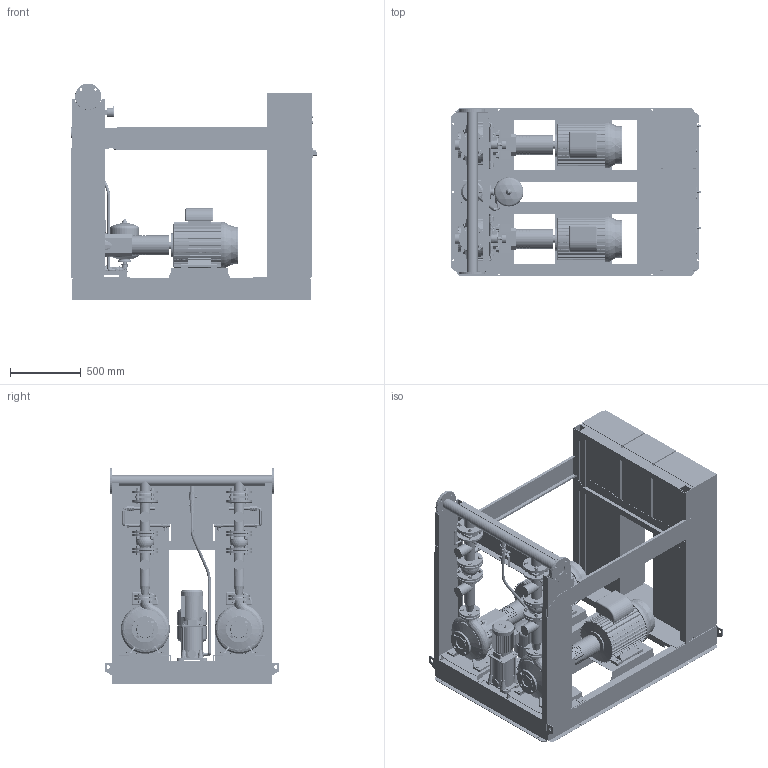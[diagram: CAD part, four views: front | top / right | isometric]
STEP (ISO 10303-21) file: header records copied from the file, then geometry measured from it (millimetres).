
FILE_DESCRIPTION((''),'2;1');
FILE_NAME('3d_Sifire-EN-40_250-198-11_11_0.75EEJ-4183938.stp','2015-05-25T14:39:40',(''),(''),'Mechanical Desktop 2009','Mechanical Desktop 2009',', , ');
FILE_SCHEMA(('CONFIG_CONTROL_DESIGN'));
Length unit declared in the file: millimetre
Products named in the file (1): Product
Bounding box: 1754.5 x 1230 x 1527.5 mm (x, y, z)
Volume: 487714522.4 mm3; surface area: 32150719.3 mm2
Topology: 223 solids, 223 shells, 5802 faces, 14065 edges, 8943 vertices
Faces by surface type: plane 2136, bspline 1858, cylinder 1142, cone 488, torus 140, sphere 38
Entity records: 189144 total; most frequent: CARTESIAN_POINT 61145, ORIENTED_EDGE 28066, DIRECTION 24099, EDGE_CURVE 14033, VERTEX_POINT 8941, AXIS2_PLACEMENT_3D 8180, VECTOR 7739, LINE 7739
